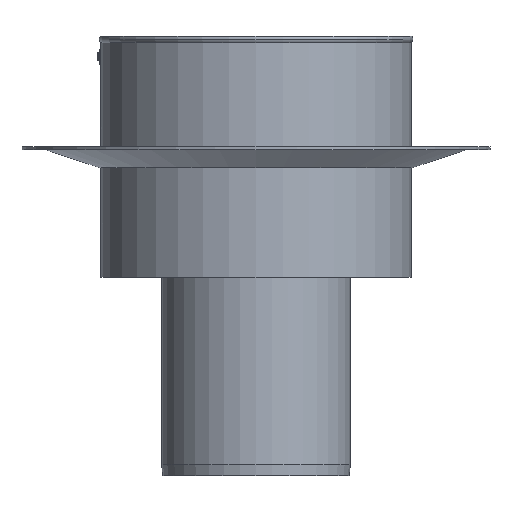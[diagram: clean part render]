
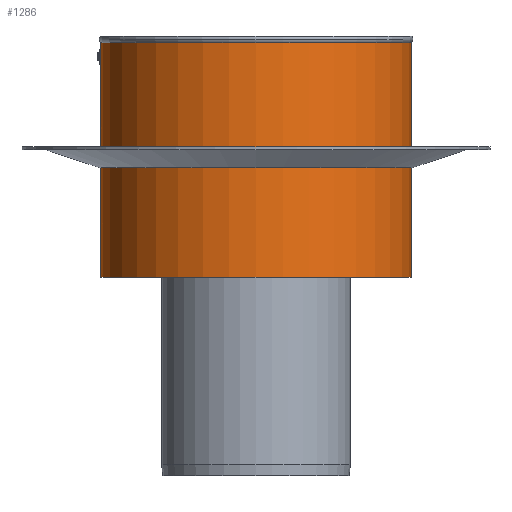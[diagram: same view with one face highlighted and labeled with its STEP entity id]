
A CAD part, front view. The second image highlights one B-rep face of the part: STEP entity #1286.
In plain terms, the highlighted cylindrical face has radius 1095 mm (diameter 2190 mm), a full revolution.
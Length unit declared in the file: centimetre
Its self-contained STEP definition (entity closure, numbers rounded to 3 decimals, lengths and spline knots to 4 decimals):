
#30=B_SPLINE_CURVE_WITH_KNOTS('',3,(#2493,#2494,#2495,#2496,#2497,#2498,
#2499,#2500,#2501,#2502,#2503,#2504,#2505,#2506,#2507,#2508,#2509,#2510,
#2511,#2512,#2513,#2514,#2515,#2516,#2517,#2518,#2519,#2520,#2521,#2522,
#2523,#2524,#2525,#2526,#2527,#2528,#2529,#2530,#2531,#2532,#2533,#2534,
#2535,#2536,#2537,#2538,#2539,#2540,#2541,#2542),.UNSPECIFIED.,.F.,.F.,
(4,2,2,2,2,2,2,2,2,2,2,2,2,2,2,2,2,2,2,2,2,2,2,2,4),(0.,0.631,
1.262,1.893,2.524,3.155,3.786,
4.4169,5.0479,5.6789,6.3099,6.9409,
7.5719,8.2029,8.8339,9.4649,10.0959,
10.7269,11.3579,11.9889,12.6198,13.2508,
13.8818,14.5128,15.1438),.UNSPECIFIED.);
#31=B_SPLINE_CURVE_WITH_KNOTS('',3,(#2543,#2544,#2545,#2546,#2547,#2548,
#2549,#2550,#2551,#2552,#2553,#2554,#2555,#2556,#2557,#2558,#2559,#2560),
 .UNSPECIFIED.,.F.,.F.,(4,2,2,2,2,2,2,2,4),(15.1438,15.7748,
16.4058,17.0368,17.6678,18.2988,18.9298,
19.5608,20.1918),.UNSPECIFIED.);
#47=FACE_BOUND('',#295,.T.);
#201=FACE_OUTER_BOUND('',#294,.T.);
#294=EDGE_LOOP('',(#1172,#1173,#1174,#1175));
#295=EDGE_LOOP('',(#1176,#1177));
#332=LINE('',#2633,#368);
#368=VECTOR('',#1993,109.5);
#505=CIRCLE('',#1510,109.5);
#507=CIRCLE('',#1513,109.5);
#621=VERTEX_POINT('',#2481);
#623=VERTEX_POINT('',#2486);
#625=VERTEX_POINT('',#2491);
#626=VERTEX_POINT('',#2492);
#803=EDGE_CURVE('',#621,#621,#505,.T.);
#805=EDGE_CURVE('',#623,#623,#507,.T.);
#807=EDGE_CURVE('',#625,#626,#30,.T.);
#808=EDGE_CURVE('',#626,#625,#31,.T.);
#812=EDGE_CURVE('',#623,#621,#332,.T.);
#1172=ORIENTED_EDGE('',*,*,#805,.F.);
#1173=ORIENTED_EDGE('',*,*,#812,.T.);
#1174=ORIENTED_EDGE('',*,*,#803,.T.);
#1175=ORIENTED_EDGE('',*,*,#812,.F.);
#1176=ORIENTED_EDGE('',*,*,#807,.T.);
#1177=ORIENTED_EDGE('',*,*,#808,.T.);
#1206=CYLINDRICAL_SURFACE('',#1516,109.5);
#1286=ADVANCED_FACE('',(#201,#47),#1206,.T.);
#1510=AXIS2_PLACEMENT_3D('',#2482,#1978,#1979);
#1513=AXIS2_PLACEMENT_3D('',#2487,#1984,#1985);
#1516=AXIS2_PLACEMENT_3D('',#2632,#1991,#1992);
#1978=DIRECTION('center_axis',(0.,0.,-1.));
#1979=DIRECTION('ref_axis',(1.,0.,0.));
#1984=DIRECTION('center_axis',(0.,0.,-1.));
#1985=DIRECTION('ref_axis',(1.,0.,0.));
#1991=DIRECTION('center_axis',(0.,0.,-1.));
#1992=DIRECTION('ref_axis',(-1.,0.,0.));
#1993=DIRECTION('',(0.,0.,1.));
#2481=CARTESIAN_POINT('',(109.5,0.,308.));
#2482=CARTESIAN_POINT('Origin',(0.,0.,308.));
#2486=CARTESIAN_POINT('',(109.5,0.,140.));
#2487=CARTESIAN_POINT('Origin',(0.,0.,140.));
#2491=CARTESIAN_POINT('',(-109.4487,-3.35,295.7956));
#2492=CARTESIAN_POINT('',(-109.5,0.,299.1456));
#2493=CARTESIAN_POINT('Ctrl Pts',(-109.4487,-3.35,295.7956));
#2494=CARTESIAN_POINT('Ctrl Pts',(-109.4487,-3.35,295.5852));
#2495=CARTESIAN_POINT('Ctrl Pts',(-109.4494,-3.3299,295.3677));
#2496=CARTESIAN_POINT('Ctrl Pts',(-109.4519,-3.2451,294.9351));
#2497=CARTESIAN_POINT('Ctrl Pts',(-109.4538,-3.1805,294.7199));
#2498=CARTESIAN_POINT('Ctrl Pts',(-109.4587,-3.0095,294.3072));
#2499=CARTESIAN_POINT('Ctrl Pts',(-109.4616,-2.9031,294.1094));
#2500=CARTESIAN_POINT('Ctrl Pts',(-109.4678,-2.6571,293.7435));
#2501=CARTESIAN_POINT('Ctrl Pts',(-109.4712,-2.5175,293.5755));
#2502=CARTESIAN_POINT('Ctrl Pts',(-109.4776,-2.2201,293.2781));
#2503=CARTESIAN_POINT('Ctrl Pts',(-109.4809,-2.0521,293.1385));
#2504=CARTESIAN_POINT('Ctrl Pts',(-109.4872,-1.6862,292.8925));
#2505=CARTESIAN_POINT('Ctrl Pts',(-109.4901,-1.4884,292.7861));
#2506=CARTESIAN_POINT('Ctrl Pts',(-109.4949,-1.0757,292.6151));
#2507=CARTESIAN_POINT('Ctrl Pts',(-109.4968,-0.8605,
292.5505));
#2508=CARTESIAN_POINT('Ctrl Pts',(-109.4994,-0.4278,
292.4657));
#2509=CARTESIAN_POINT('Ctrl Pts',(-109.5,-0.2103,292.4456));
#2510=CARTESIAN_POINT('Ctrl Pts',(-109.5,0.2103,292.4456));
#2511=CARTESIAN_POINT('Ctrl Pts',(-109.4994,0.4278,292.4657));
#2512=CARTESIAN_POINT('Ctrl Pts',(-109.4968,0.8605,292.5505));
#2513=CARTESIAN_POINT('Ctrl Pts',(-109.4949,1.0757,292.6151));
#2514=CARTESIAN_POINT('Ctrl Pts',(-109.4901,1.4884,292.7861));
#2515=CARTESIAN_POINT('Ctrl Pts',(-109.4872,1.6862,292.8925));
#2516=CARTESIAN_POINT('Ctrl Pts',(-109.4809,2.0521,293.1385));
#2517=CARTESIAN_POINT('Ctrl Pts',(-109.4776,2.2201,293.2781));
#2518=CARTESIAN_POINT('Ctrl Pts',(-109.4712,2.5175,293.5755));
#2519=CARTESIAN_POINT('Ctrl Pts',(-109.4678,2.6571,293.7435));
#2520=CARTESIAN_POINT('Ctrl Pts',(-109.4616,2.9031,294.1094));
#2521=CARTESIAN_POINT('Ctrl Pts',(-109.4587,3.0095,294.3072));
#2522=CARTESIAN_POINT('Ctrl Pts',(-109.4538,3.1805,294.7199));
#2523=CARTESIAN_POINT('Ctrl Pts',(-109.4519,3.2451,294.9351));
#2524=CARTESIAN_POINT('Ctrl Pts',(-109.4494,3.3299,295.3677));
#2525=CARTESIAN_POINT('Ctrl Pts',(-109.4487,3.35,295.5852));
#2526=CARTESIAN_POINT('Ctrl Pts',(-109.4487,3.35,296.0059));
#2527=CARTESIAN_POINT('Ctrl Pts',(-109.4494,3.3299,296.2234));
#2528=CARTESIAN_POINT('Ctrl Pts',(-109.4519,3.2451,296.6561));
#2529=CARTESIAN_POINT('Ctrl Pts',(-109.4538,3.1805,296.8713));
#2530=CARTESIAN_POINT('Ctrl Pts',(-109.4587,3.0095,297.2839));
#2531=CARTESIAN_POINT('Ctrl Pts',(-109.4616,2.9031,297.4818));
#2532=CARTESIAN_POINT('Ctrl Pts',(-109.4678,2.6571,297.8476));
#2533=CARTESIAN_POINT('Ctrl Pts',(-109.4712,2.5175,298.0157));
#2534=CARTESIAN_POINT('Ctrl Pts',(-109.4776,2.2201,298.3131));
#2535=CARTESIAN_POINT('Ctrl Pts',(-109.4809,2.0521,298.4526));
#2536=CARTESIAN_POINT('Ctrl Pts',(-109.4872,1.6862,298.6986));
#2537=CARTESIAN_POINT('Ctrl Pts',(-109.4901,1.4884,298.8051));
#2538=CARTESIAN_POINT('Ctrl Pts',(-109.4949,1.0757,298.976));
#2539=CARTESIAN_POINT('Ctrl Pts',(-109.4968,0.8605,299.0407));
#2540=CARTESIAN_POINT('Ctrl Pts',(-109.4994,0.4278,299.1254));
#2541=CARTESIAN_POINT('Ctrl Pts',(-109.5,0.2103,299.1456));
#2542=CARTESIAN_POINT('Ctrl Pts',(-109.5,0.,299.1456));
#2543=CARTESIAN_POINT('Ctrl Pts',(-109.5,0.,299.1456));
#2544=CARTESIAN_POINT('Ctrl Pts',(-109.5,-0.2103,299.1456));
#2545=CARTESIAN_POINT('Ctrl Pts',(-109.4994,-0.4278,
299.1254));
#2546=CARTESIAN_POINT('Ctrl Pts',(-109.4968,-0.8605,
299.0407));
#2547=CARTESIAN_POINT('Ctrl Pts',(-109.4949,-1.0757,298.976));
#2548=CARTESIAN_POINT('Ctrl Pts',(-109.4901,-1.4884,298.8051));
#2549=CARTESIAN_POINT('Ctrl Pts',(-109.4872,-1.6862,298.6986));
#2550=CARTESIAN_POINT('Ctrl Pts',(-109.4809,-2.0521,298.4526));
#2551=CARTESIAN_POINT('Ctrl Pts',(-109.4776,-2.2201,298.3131));
#2552=CARTESIAN_POINT('Ctrl Pts',(-109.4712,-2.5175,298.0157));
#2553=CARTESIAN_POINT('Ctrl Pts',(-109.4678,-2.6571,297.8476));
#2554=CARTESIAN_POINT('Ctrl Pts',(-109.4616,-2.9031,297.4818));
#2555=CARTESIAN_POINT('Ctrl Pts',(-109.4587,-3.0095,297.2839));
#2556=CARTESIAN_POINT('Ctrl Pts',(-109.4538,-3.1805,296.8713));
#2557=CARTESIAN_POINT('Ctrl Pts',(-109.4519,-3.2451,296.6561));
#2558=CARTESIAN_POINT('Ctrl Pts',(-109.4494,-3.3299,296.2234));
#2559=CARTESIAN_POINT('Ctrl Pts',(-109.4487,-3.35,296.0059));
#2560=CARTESIAN_POINT('Ctrl Pts',(-109.4487,-3.35,295.7956));
#2632=CARTESIAN_POINT('Origin',(0.,0.,221.85));
#2633=CARTESIAN_POINT('',(109.5,0.,221.85));
